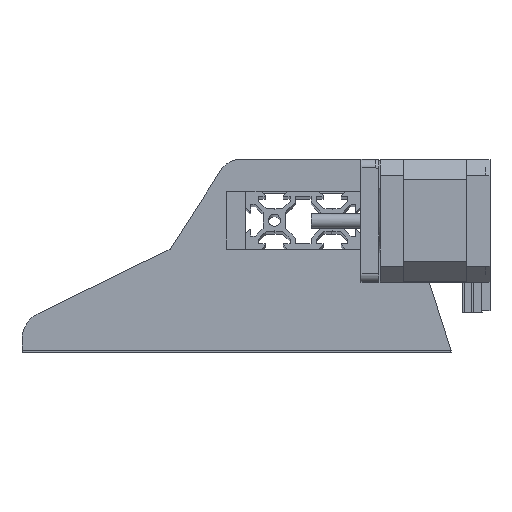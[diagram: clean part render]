
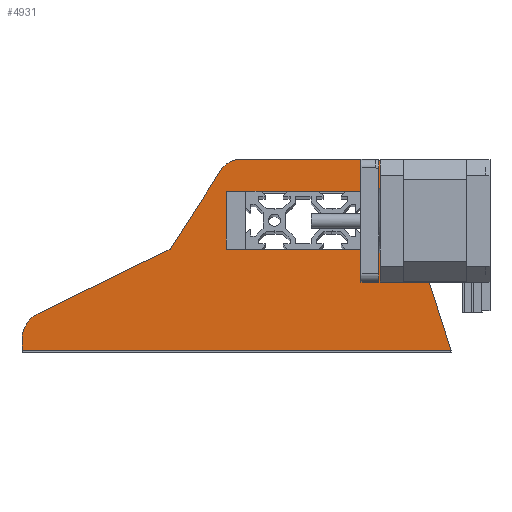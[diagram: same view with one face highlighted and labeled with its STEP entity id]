
A CAD part, top view. The second image highlights one B-rep face of the part: STEP entity #4931.
In plain terms, the highlighted planar face has unit normal (0, 0, 1).
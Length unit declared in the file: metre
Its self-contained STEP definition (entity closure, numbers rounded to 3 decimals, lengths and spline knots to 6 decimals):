
#159=CIRCLE('',#5404,0.007);
#160=CIRCLE('',#5405,0.01);
#161=CIRCLE('',#5406,0.007);
#618=ORIENTED_EDGE('',*,*,#1795,.T.);
#619=ORIENTED_EDGE('',*,*,#1796,.T.);
#620=ORIENTED_EDGE('',*,*,#1781,.F.);
#621=ORIENTED_EDGE('',*,*,#1797,.T.);
#622=ORIENTED_EDGE('',*,*,#1798,.T.);
#623=ORIENTED_EDGE('',*,*,#1799,.F.);
#624=ORIENTED_EDGE('',*,*,#1800,.F.);
#625=ORIENTED_EDGE('',*,*,#1801,.F.);
#626=ORIENTED_EDGE('',*,*,#1777,.F.);
#627=ORIENTED_EDGE('',*,*,#1802,.T.);
#628=ORIENTED_EDGE('',*,*,#1803,.T.);
#629=ORIENTED_EDGE('',*,*,#1804,.T.);
#630=ORIENTED_EDGE('',*,*,#1805,.T.);
#631=ORIENTED_EDGE('',*,*,#1806,.T.);
#632=ORIENTED_EDGE('',*,*,#1807,.T.);
#633=ORIENTED_EDGE('',*,*,#1808,.T.);
#634=ORIENTED_EDGE('',*,*,#1809,.T.);
#635=ORIENTED_EDGE('',*,*,#1810,.T.);
#1777=EDGE_CURVE('',#2413,#2414,#2885,.T.);
#1781=EDGE_CURVE('',#2417,#2418,#2889,.T.);
#1795=EDGE_CURVE('',#2427,#2431,#2894,.T.);
#1796=EDGE_CURVE('',#2431,#2418,#2895,.T.);
#1797=EDGE_CURVE('',#2417,#2432,#2896,.T.);
#1798=EDGE_CURVE('',#2432,#2433,#2897,.T.);
#1799=EDGE_CURVE('',#2434,#2433,#2898,.T.);
#1800=EDGE_CURVE('',#2435,#2434,#2899,.T.);
#1801=EDGE_CURVE('',#2414,#2435,#2900,.T.);
#1802=EDGE_CURVE('',#2413,#2436,#2901,.T.);
#1803=EDGE_CURVE('',#2436,#2437,#159,.T.);
#1804=EDGE_CURVE('',#2437,#2438,#2902,.T.);
#1805=EDGE_CURVE('',#2438,#2439,#2903,.T.);
#1806=EDGE_CURVE('',#2439,#2440,#160,.T.);
#1807=EDGE_CURVE('',#2440,#2441,#2904,.T.);
#1808=EDGE_CURVE('',#2441,#2442,#2905,.T.);
#1809=EDGE_CURVE('',#2442,#2443,#2906,.T.);
#1810=EDGE_CURVE('',#2443,#2427,#161,.T.);
#2413=VERTEX_POINT('',#7407);
#2414=VERTEX_POINT('',#7409);
#2417=VERTEX_POINT('',#7415);
#2418=VERTEX_POINT('',#7417);
#2427=VERTEX_POINT('',#7436);
#2431=VERTEX_POINT('',#7448);
#2432=VERTEX_POINT('',#7453);
#2433=VERTEX_POINT('',#7455);
#2434=VERTEX_POINT('',#7457);
#2435=VERTEX_POINT('',#7459);
#2436=VERTEX_POINT('',#7462);
#2437=VERTEX_POINT('',#7464);
#2438=VERTEX_POINT('',#7466);
#2439=VERTEX_POINT('',#7468);
#2440=VERTEX_POINT('',#7470);
#2441=VERTEX_POINT('',#7472);
#2442=VERTEX_POINT('',#7474);
#2443=VERTEX_POINT('',#7476);
#2885=LINE('',#7408,#3462);
#2889=LINE('',#7416,#3466);
#2894=LINE('',#7449,#3471);
#2895=LINE('',#7451,#3472);
#2896=LINE('',#7452,#3473);
#2897=LINE('',#7454,#3474);
#2898=LINE('',#7456,#3475);
#2899=LINE('',#7458,#3476);
#2900=LINE('',#7460,#3477);
#2901=LINE('',#7461,#3478);
#2902=LINE('',#7465,#3479);
#2903=LINE('',#7467,#3480);
#2904=LINE('',#7471,#3481);
#2905=LINE('',#7473,#3482);
#2906=LINE('',#7475,#3483);
#3462=VECTOR('',#6070,1.);
#3466=VECTOR('',#6074,1.);
#3471=VECTOR('',#6097,1.);
#3472=VECTOR('',#6100,1.);
#3473=VECTOR('',#6101,1.);
#3474=VECTOR('',#6102,1.);
#3475=VECTOR('',#6103,1.);
#3476=VECTOR('',#6104,1.);
#3477=VECTOR('',#6105,1.);
#3478=VECTOR('',#6106,1.);
#3479=VECTOR('',#6109,1.);
#3480=VECTOR('',#6110,1.);
#3481=VECTOR('',#6113,1.);
#3482=VECTOR('',#6114,1.);
#3483=VECTOR('',#6115,1.);
#4053=EDGE_LOOP('',(#618,#619,#620,#621,#622,#623,#624,#625,#626,#627,#628,
#629,#630,#631,#632,#633,#634,#635));
#4422=FACE_BOUND('',#4053,.T.);
#4694=PLANE('',#5403);
#4931=ADVANCED_FACE('',(#4422),#4694,.F.);
#5403=AXIS2_PLACEMENT_3D('',#7450,#6098,#6099);
#5404=AXIS2_PLACEMENT_3D('',#7463,#6107,#6108);
#5405=AXIS2_PLACEMENT_3D('',#7469,#6111,#6112);
#5406=AXIS2_PLACEMENT_3D('',#7477,#6116,#6117);
#6070=DIRECTION('',(0.,-1.,0.));
#6074=DIRECTION('',(0.,-1.,0.));
#6097=DIRECTION('',(0.,-1.,0.));
#6098=DIRECTION('',(0.,0.,-1.));
#6099=DIRECTION('',(1.,0.,0.));
#6100=DIRECTION('',(-1.,0.,0.));
#6101=DIRECTION('',(-1.,0.,0.));
#6102=DIRECTION('',(-1.,0.,0.));
#6103=DIRECTION('',(0.,-1.,0.));
#6104=DIRECTION('',(-1.,0.,0.));
#6105=DIRECTION('',(-1.,0.,0.));
#6106=DIRECTION('',(-1.,0.,0.));
#6107=DIRECTION('',(0.,0.,1.));
#6108=DIRECTION('',(0.,-1.,0.));
#6109=DIRECTION('',(-0.542,-0.84,0.));
#6110=DIRECTION('',(-0.899,-0.439,0.));
#6111=DIRECTION('',(0.,0.,1.));
#6112=DIRECTION('',(0.,-1.,0.));
#6113=DIRECTION('',(0.,-1.,0.));
#6114=DIRECTION('',(1.,0.,0.));
#6115=DIRECTION('',(-0.305,0.952,0.));
#6116=DIRECTION('',(0.,0.,1.));
#6117=DIRECTION('',(0.,-1.,0.));
#7407=CARTESIAN_POINT('',(0.03,0.011,0.468));
#7408=CARTESIAN_POINT('',(0.03,-0.014403,0.468));
#7409=CARTESIAN_POINT('',(0.03,0.,0.468));
#7415=CARTESIAN_POINT('',(0.03,-0.02,0.468));
#7416=CARTESIAN_POINT('',(0.03,-0.014403,0.468));
#7417=CARTESIAN_POINT('',(0.03,-0.03146,0.468));
#7436=CARTESIAN_POINT('',(0.0361,0.010908,0.468));
#7448=CARTESIAN_POINT('',(0.0361,-0.03146,0.468));
#7449=CARTESIAN_POINT('',(0.0361,-0.01,0.468));
#7450=CARTESIAN_POINT('',(-0.013062,-0.022,0.468));
#7451=CARTESIAN_POINT('',(0.03305,-0.03146,0.468));
#7452=CARTESIAN_POINT('',(0.01,-0.02,0.468));
#7453=CARTESIAN_POINT('',(-0.01,-0.02,0.468));
#7454=CARTESIAN_POINT('',(-0.01305,-0.02,0.468));
#7455=CARTESIAN_POINT('',(-0.0166,-0.02,0.468));
#7456=CARTESIAN_POINT('',(-0.0166,-0.01,0.468));
#7457=CARTESIAN_POINT('',(-0.0166,0.,0.468));
#7458=CARTESIAN_POINT('',(-0.01305,0.,0.468));
#7459=CARTESIAN_POINT('',(-0.01,0.,0.468));
#7460=CARTESIAN_POINT('',(0.01,0.,0.468));
#7461=CARTESIAN_POINT('',(0.011342,0.011,0.468));
#7462=CARTESIAN_POINT('',(-0.012286,0.011,0.468));
#7463=CARTESIAN_POINT('',(-0.012286,0.004,0.468));
#7464=CARTESIAN_POINT('',(-0.018168,0.007795,0.468));
#7465=CARTESIAN_POINT('',(-0.027134,-0.006103,0.468));
#7466=CARTESIAN_POINT('',(-0.0361,-0.02,0.468));
#7467=CARTESIAN_POINT('',(-0.058905,-0.03113,0.468));
#7468=CARTESIAN_POINT('',(-0.081711,-0.04226,0.468));
#7469=CARTESIAN_POINT('',(-0.077325,-0.051247,0.468));
#7470=CARTESIAN_POINT('',(-0.087325,-0.051247,0.468));
#7471=CARTESIAN_POINT('',(-0.087325,-0.053123,0.468));
#7472=CARTESIAN_POINT('',(-0.087325,-0.055,0.468));
#7473=CARTESIAN_POINT('',(-0.013062,-0.055,0.468));
#7474=CARTESIAN_POINT('',(0.0612,-0.055,0.468));
#7475=CARTESIAN_POINT('',(0.051419,-0.024433,0.468));
#7476=CARTESIAN_POINT('',(0.041637,0.006133,0.468));
#7477=CARTESIAN_POINT('',(0.03497,0.004,0.468));
